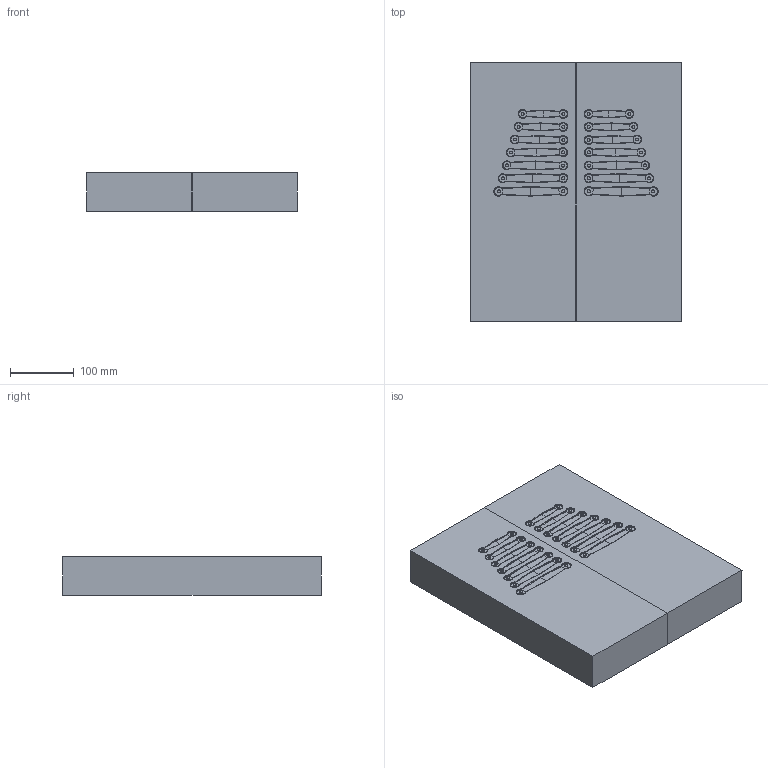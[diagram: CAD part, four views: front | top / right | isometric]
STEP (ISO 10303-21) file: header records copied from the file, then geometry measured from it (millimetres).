
FILE_DESCRIPTION(/* description */ (''),/* implementation_level */ '2;1');
FILE_NAME(/* name */ 'top_strap_mould.stp',/* time_stamp */ '2016-07-14T10:41:12+03:00',/* author */ (''),/* organization */ (''),/* preprocessor_version */ 'ST-DEVELOPER v16',/* originating_system */ 'SIEMENS PLM Software NX 10.0',/* authorisation */ '');
FILE_SCHEMA (('CONFIG_CONTROL_DESIGN'));
Products named in the file (1): top_strap_mould
Bounding box: 330 x 405 x 60 mm (x, y, z)
Surface area: 359024.9 mm2 (no closed solid volume)
Topology: 0 solids, 358 shells, 358 faces, 9322 edges, 9314 vertices
Faces by surface type: bspline 280, plane 78
Entity records: 114016 total; most frequent: CARTESIAN_POINT 73599, ORIENTED_EDGE 9306, VERTEX_POINT 9306, EDGE_CURVE 9306, B_SPLINE_CURVE_WITH_KNOTS 8996, DIRECTION 470, EDGE_LOOP 408, SHELL_BASED_SURFACE_MODEL 358
